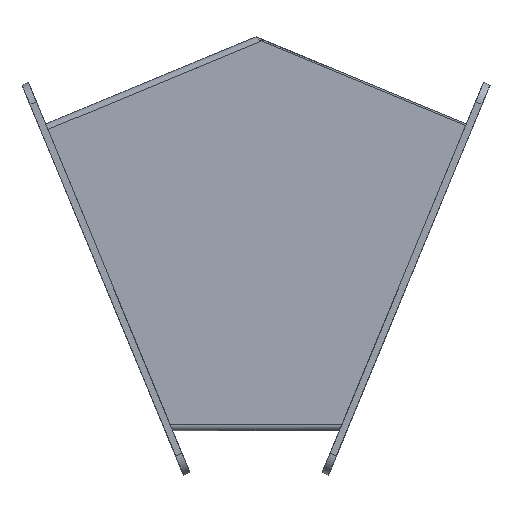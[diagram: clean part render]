
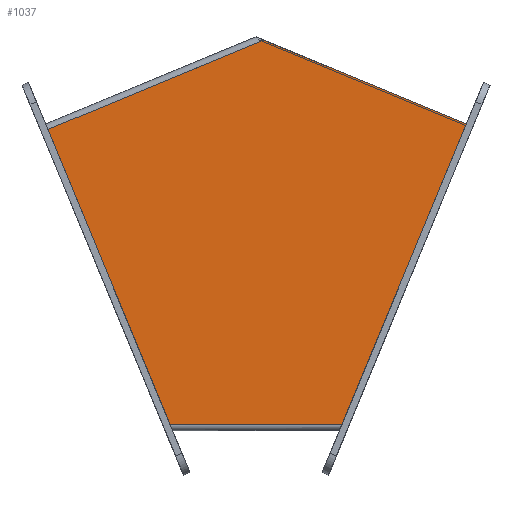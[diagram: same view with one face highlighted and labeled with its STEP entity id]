
A CAD part, front view. The second image highlights one B-rep face of the part: STEP entity #1037.
In plain terms, the highlighted planar face has unit normal (0, -1, 0).
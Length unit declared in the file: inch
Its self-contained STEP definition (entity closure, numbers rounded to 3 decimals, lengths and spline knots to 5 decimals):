
#15 = ORIENTED_EDGE ( 'NONE', *, *, #1232, .T. ) ;
#70 = CARTESIAN_POINT ( 'NONE',  ( 1.55029, -3., 0.11427 ) ) ;
#222 = EDGE_CURVE ( 'NONE', #2104, #231, #648, .T. ) ;
#231 = VERTEX_POINT ( 'NONE', #70 ) ;
#244 = EDGE_LOOP ( 'NONE', ( #1998, #15, #500, #2473, #2558 ) ) ;
#266 = VECTOR ( 'NONE', #2598, 39.37008 ) ;
#287 = LINE ( 'NONE', #1266, #445 ) ;
#373 = CARTESIAN_POINT ( 'NONE',  ( -1.50547, -3., 0. ) ) ;
#420 = CARTESIAN_POINT ( 'NONE',  ( -1.55017, -3., 0.10791 ) ) ;
#445 = VECTOR ( 'NONE', #892, 39.37008 ) ;
#446 = CARTESIAN_POINT ( 'NONE',  ( 3.80105, -3., 5.54267 ) ) ;
#493 = CARTESIAN_POINT ( 'NONE',  ( 0., -3., 0. ) ) ;
#500 = ORIENTED_EDGE ( 'NONE', *, *, #1105, .T. ) ;
#551 = VERTEX_POINT ( 'NONE', #1251 ) ;
#648 = LINE ( 'NONE', #1930, #1508 ) ;
#728 = AXIS2_PLACEMENT_3D ( 'NONE', #493, #1313, #1111 ) ;
#760 = DIRECTION ( 'NONE',  ( -0.924, 0., 0.383 ) ) ;
#764 = VECTOR ( 'NONE', #760, 39.37008 ) ;
#839 = LINE ( 'NONE', #1876, #1125 ) ;
#892 = DIRECTION ( 'NONE',  ( 0.383, 0., 0.924 ) ) ;
#910 = VERTEX_POINT ( 'NONE', #446 ) ;
#1037 = ADVANCED_FACE ( 'NONE', ( #1523 ), #1726, .F. ) ;
#1105 = EDGE_CURVE ( 'NONE', #2486, #2104, #1762, .T. ) ;
#1111 = DIRECTION ( 'NONE',  ( 0., 0., 1. ) ) ;
#1125 = VECTOR ( 'NONE', #2249, 39.37008 ) ;
#1232 = EDGE_CURVE ( 'NONE', #551, #2486, #839, .T. ) ;
#1251 = CARTESIAN_POINT ( 'NONE',  ( 0.14112, -3., 7.05848 ) ) ;
#1266 = CARTESIAN_POINT ( 'NONE',  ( 3.80105, -3., 5.54267 ) ) ;
#1313 = DIRECTION ( 'NONE',  ( 0., 1., 0. ) ) ;
#1508 = VECTOR ( 'NONE', #1918, 39.37008 ) ;
#1523 = FACE_OUTER_BOUND ( 'NONE', #244, .T. ) ;
#1617 = CARTESIAN_POINT ( 'NONE',  ( 0., -3., 7.11693 ) ) ;
#1726 = PLANE ( 'NONE',  #728 ) ;
#1756 = CARTESIAN_POINT ( 'NONE',  ( -3.75972, -3., 5.44289 ) ) ;
#1762 = LINE ( 'NONE', #373, #266 ) ;
#1851 = LINE ( 'NONE', #1617, #764 ) ;
#1874 = EDGE_CURVE ( 'NONE', #231, #910, #287, .T. ) ;
#1876 = CARTESIAN_POINT ( 'NONE',  ( -2.47468, -3., 5.97511 ) ) ;
#1918 = DIRECTION ( 'NONE',  ( 1., 0., 0.002 ) ) ;
#1930 = CARTESIAN_POINT ( 'NONE',  ( -0.00023, -3., 0.11109 ) ) ;
#1998 = ORIENTED_EDGE ( 'NONE', *, *, #2639, .T. ) ;
#2104 = VERTEX_POINT ( 'NONE', #420 ) ;
#2249 = DIRECTION ( 'NONE',  ( -0.924, 0., -0.383 ) ) ;
#2473 = ORIENTED_EDGE ( 'NONE', *, *, #222, .T. ) ;
#2486 = VERTEX_POINT ( 'NONE', #1756 ) ;
#2558 = ORIENTED_EDGE ( 'NONE', *, *, #1874, .T. ) ;
#2598 = DIRECTION ( 'NONE',  ( 0.383, 0., -0.924 ) ) ;
#2639 = EDGE_CURVE ( 'NONE', #910, #551, #1851, .T. ) ;
